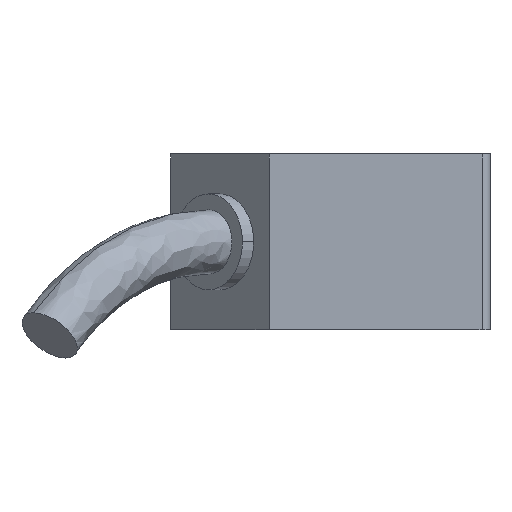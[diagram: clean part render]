
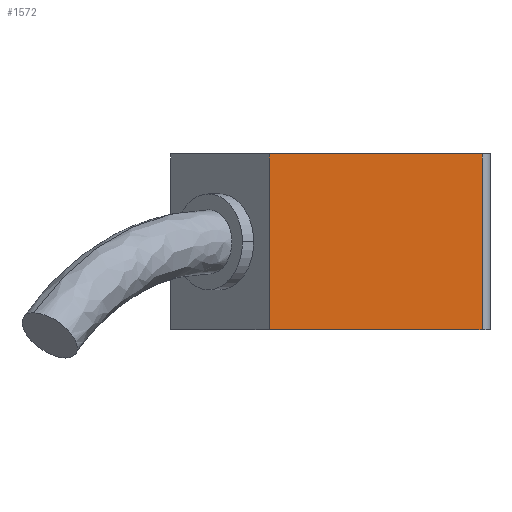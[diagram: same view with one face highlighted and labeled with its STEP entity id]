
A CAD part, front view. The second image highlights one B-rep face of the part: STEP entity #1572.
In plain terms, the highlighted planar face has unit normal (0, -1, 0).
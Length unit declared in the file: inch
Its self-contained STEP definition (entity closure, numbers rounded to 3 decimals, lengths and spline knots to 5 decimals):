
#39 = DIRECTION ( 'NONE',  ( 0., 0., 1. ) ) ;
#71 = CARTESIAN_POINT ( 'NONE',  ( -0.15079, 0., -0.21654 ) ) ;
#87 = VERTEX_POINT ( 'NONE', #496 ) ;
#99 = CARTESIAN_POINT ( 'NONE',  ( -0.15079, 0., -0.21654 ) ) ;
#112 = DIRECTION ( 'NONE',  ( 0., -1., 0. ) ) ;
#128 = DIRECTION ( 'NONE',  ( 1., 0., 0. ) ) ;
#195 = VECTOR ( 'NONE', #1642, 39.37008 ) ;
#207 = EDGE_CURVE ( 'NONE', #1260, #1774, #480, .T. ) ;
#480 = LINE ( 'NONE', #688, #991 ) ;
#496 = CARTESIAN_POINT ( 'NONE',  ( 0.37402, 0., 0.21654 ) ) ;
#548 = PLANE ( 'NONE',  #1143 ) ;
#675 = CARTESIAN_POINT ( 'NONE',  ( 0.37402, 0., -0.21654 ) ) ;
#684 = ORIENTED_EDGE ( 'NONE', *, *, #950, .T. ) ;
#688 = CARTESIAN_POINT ( 'NONE',  ( -0.15079, 0., -0.21654 ) ) ;
#771 = ORIENTED_EDGE ( 'NONE', *, *, #1856, .T. ) ;
#852 = ORIENTED_EDGE ( 'NONE', *, *, #1412, .F. ) ;
#920 = CARTESIAN_POINT ( 'NONE',  ( -0.15079, 0., -0.21654 ) ) ;
#950 = EDGE_CURVE ( 'NONE', #1774, #1184, #1119, .T. ) ;
#991 = VECTOR ( 'NONE', #1292, 39.37008 ) ;
#1012 = CARTESIAN_POINT ( 'NONE',  ( 0.37402, 0., 0.21654 ) ) ;
#1048 = FACE_OUTER_BOUND ( 'NONE', #1767, .T. ) ;
#1119 = LINE ( 'NONE', #920, #195 ) ;
#1143 = AXIS2_PLACEMENT_3D ( 'NONE', #99, #112, #1886 ) ;
#1184 = VERTEX_POINT ( 'NONE', #675 ) ;
#1185 = LINE ( 'NONE', #1806, #1415 ) ;
#1260 = VERTEX_POINT ( 'NONE', #1801 ) ;
#1292 = DIRECTION ( 'NONE',  ( 0., 0., -1. ) ) ;
#1412 = EDGE_CURVE ( 'NONE', #1260, #87, #1870, .T. ) ;
#1415 = VECTOR ( 'NONE', #39, 39.37008 ) ;
#1572 = ADVANCED_FACE ( 'NONE', ( #1048 ), #548, .T. ) ;
#1642 = DIRECTION ( 'NONE',  ( 1., 0., 0. ) ) ;
#1723 = VECTOR ( 'NONE', #128, 39.37008 ) ;
#1767 = EDGE_LOOP ( 'NONE', ( #1883, #684, #771, #852 ) ) ;
#1774 = VERTEX_POINT ( 'NONE', #71 ) ;
#1801 = CARTESIAN_POINT ( 'NONE',  ( -0.15079, 0., 0.21654 ) ) ;
#1806 = CARTESIAN_POINT ( 'NONE',  ( 0.37402, 0., -0.21654 ) ) ;
#1856 = EDGE_CURVE ( 'NONE', #1184, #87, #1185, .T. ) ;
#1870 = LINE ( 'NONE', #1012, #1723 ) ;
#1883 = ORIENTED_EDGE ( 'NONE', *, *, #207, .T. ) ;
#1886 = DIRECTION ( 'NONE',  ( 0., 0., -1. ) ) ;
